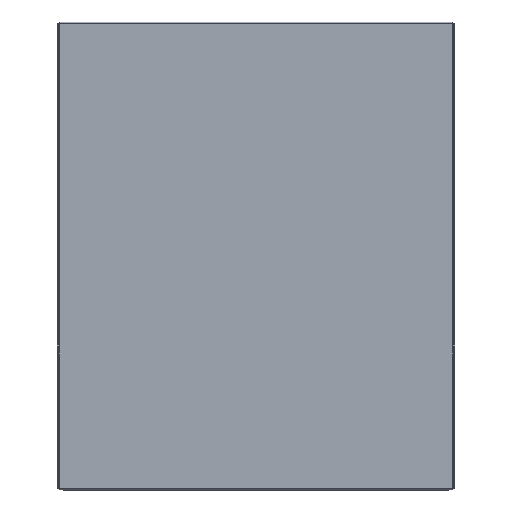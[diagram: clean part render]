
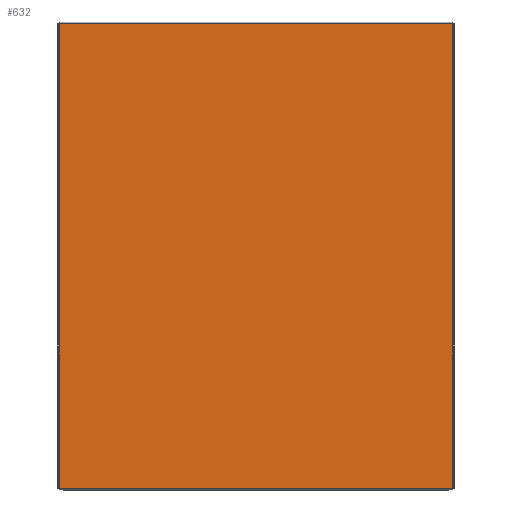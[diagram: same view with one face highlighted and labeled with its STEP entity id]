
A CAD part, top view. The second image highlights one B-rep face of the part: STEP entity #632.
In plain terms, the highlighted planar face has unit normal (0, 0, 1).
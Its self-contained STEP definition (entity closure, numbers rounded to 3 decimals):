
#122 = CARTESIAN_POINT ( 'NONE',  ( 250.5, -295.5, 0. ) ) ;
#292 = CARTESIAN_POINT ( 'NONE',  ( 250.5, -295.5, 0. ) ) ;
#309 = DIRECTION ( 'NONE',  ( -1., 0., 0. ) ) ;
#400 = CARTESIAN_POINT ( 'NONE',  ( 0., 0., 0. ) ) ;
#422 = CARTESIAN_POINT ( 'NONE',  ( 250.5, -295.5, 0. ) ) ;
#569 = EDGE_CURVE ( 'NONE', #1400, #1323, #2394, .T. ) ;
#632 = ADVANCED_FACE ( 'NONE', ( #2122 ), #793, .T. ) ;
#646 = VECTOR ( 'NONE', #309, 1000. ) ;
#654 = VECTOR ( 'NONE', #1921, 1000. ) ;
#700 = LINE ( 'NONE', #1252, #646 ) ;
#767 = EDGE_CURVE ( 'NONE', #2329, #1400, #1805, .T. ) ;
#793 = PLANE ( 'NONE',  #2163 ) ;
#893 = VECTOR ( 'NONE', #2192, 1000. ) ;
#948 = ORIENTED_EDGE ( 'NONE', *, *, #569, .T. ) ;
#1099 = EDGE_CURVE ( 'NONE', #1712, #2329, #1161, .T. ) ;
#1161 = LINE ( 'NONE', #1319, #654 ) ;
#1177 = DIRECTION ( 'NONE',  ( 0., 1., 0. ) ) ;
#1252 = CARTESIAN_POINT ( 'NONE',  ( 250.5, 295.5, 0. ) ) ;
#1319 = CARTESIAN_POINT ( 'NONE',  ( -250.5, -295.5, 0. ) ) ;
#1323 = VERTEX_POINT ( 'NONE', #2351 ) ;
#1352 = DIRECTION ( 'NONE',  ( 0., 0., 1. ) ) ;
#1400 = VERTEX_POINT ( 'NONE', #292 ) ;
#1689 = EDGE_LOOP ( 'NONE', ( #2441, #1851, #948, #2086 ) ) ;
#1712 = VERTEX_POINT ( 'NONE', #2297 ) ;
#1805 = LINE ( 'NONE', #122, #893 ) ;
#1851 = ORIENTED_EDGE ( 'NONE', *, *, #767, .T. ) ;
#1852 = CARTESIAN_POINT ( 'NONE',  ( -250.5, -295.5, 0. ) ) ;
#1875 = VECTOR ( 'NONE', #1177, 1000. ) ;
#1915 = DIRECTION ( 'NONE',  ( 1., 0., 0. ) ) ;
#1921 = DIRECTION ( 'NONE',  ( 0., -1., 0. ) ) ;
#1998 = EDGE_CURVE ( 'NONE', #1323, #1712, #700, .T. ) ;
#2086 = ORIENTED_EDGE ( 'NONE', *, *, #1998, .T. ) ;
#2122 = FACE_OUTER_BOUND ( 'NONE', #1689, .T. ) ;
#2163 = AXIS2_PLACEMENT_3D ( 'NONE', #400, #1352, #1915 ) ;
#2192 = DIRECTION ( 'NONE',  ( 1., 0., 0. ) ) ;
#2297 = CARTESIAN_POINT ( 'NONE',  ( -250.5, 295.5, 0. ) ) ;
#2329 = VERTEX_POINT ( 'NONE', #1852 ) ;
#2351 = CARTESIAN_POINT ( 'NONE',  ( 250.5, 295.5, 0. ) ) ;
#2394 = LINE ( 'NONE', #422, #1875 ) ;
#2441 = ORIENTED_EDGE ( 'NONE', *, *, #1099, .T. ) ;
